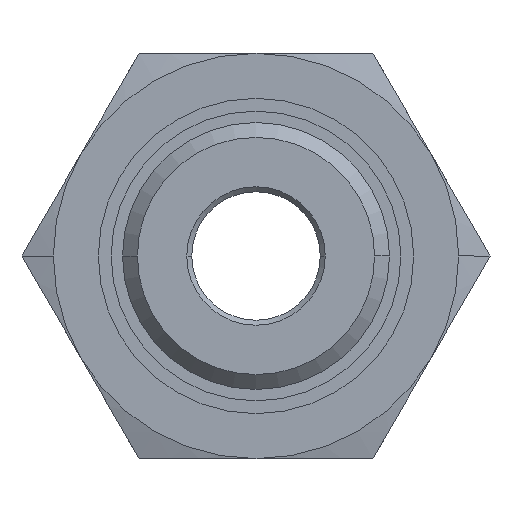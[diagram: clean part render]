
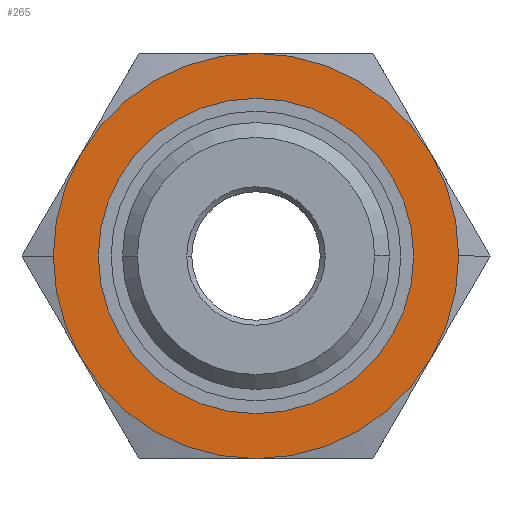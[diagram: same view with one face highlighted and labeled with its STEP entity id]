
A CAD part, left-side view. The second image highlights one B-rep face of the part: STEP entity #265.
In plain terms, the highlighted planar face has unit normal (-1, 0, 0).
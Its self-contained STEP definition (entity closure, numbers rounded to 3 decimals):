
#265 = ADVANCED_FACE( '', ( #515, #516 ), #517, .T. );
#515 = FACE_BOUND( '', #824, .T. );
#516 = FACE_OUTER_BOUND( '', #825, .T. );
#517 = PLANE( '', #826 );
#824 = EDGE_LOOP( '', ( #1659, #1660 ) );
#825 = EDGE_LOOP( '', ( #1661, #1662, #1663, #1664, #1665, #1666, #1667, #1668 ) );
#826 = AXIS2_PLACEMENT_3D( '', #1669, #1670, #1671 );
#1659 = ORIENTED_EDGE( '', *, *, #2069, .F. );
#1660 = ORIENTED_EDGE( '', *, *, #2284, .F. );
#1661 = ORIENTED_EDGE( '', *, *, #2263, .T. );
#1662 = ORIENTED_EDGE( '', *, *, #2115, .T. );
#1663 = ORIENTED_EDGE( '', *, *, #2258, .T. );
#1664 = ORIENTED_EDGE( '', *, *, #2259, .T. );
#1665 = ORIENTED_EDGE( '', *, *, #2117, .T. );
#1666 = ORIENTED_EDGE( '', *, *, #2260, .T. );
#1667 = ORIENTED_EDGE( '', *, *, #2261, .T. );
#1668 = ORIENTED_EDGE( '', *, *, #2262, .T. );
#1669 = CARTESIAN_POINT( '', ( -1.5, 18.225, 0. ) );
#1670 = DIRECTION( '', ( -1., 0., 0. ) );
#1671 = DIRECTION( '', ( 0., 1., 0. ) );
#2069 = EDGE_CURVE( '', #2419, #2422, #2423, .T. );
#2115 = EDGE_CURVE( '', #2503, #2505, #2507, .T. );
#2117 = EDGE_CURVE( '', #2511, #2508, #2512, .T. );
#2258 = EDGE_CURVE( '', #2505, #2732, #2743, .T. );
#2259 = EDGE_CURVE( '', #2732, #2511, #2744, .T. );
#2260 = EDGE_CURVE( '', #2508, #2701, #2745, .T. );
#2261 = EDGE_CURVE( '', #2701, #2721, #2746, .T. );
#2262 = EDGE_CURVE( '', #2721, #2712, #2747, .T. );
#2263 = EDGE_CURVE( '', #2712, #2503, #2748, .T. );
#2284 = EDGE_CURVE( '', #2422, #2419, #2770, .T. );
#2419 = VERTEX_POINT( '', #2965 );
#2422 = VERTEX_POINT( '', #2969 );
#2423 = CIRCLE( '', #2970, 15.95 );
#2503 = VERTEX_POINT( '', #3089 );
#2505 = VERTEX_POINT( '', #3092 );
#2507 = CIRCLE( '', #3103, 20.5 );
#2508 = VERTEX_POINT( '', #3104 );
#2511 = VERTEX_POINT( '', #3108 );
#2512 = CIRCLE( '', #3109, 20.5 );
#2701 = VERTEX_POINT( '', #3397 );
#2712 = VERTEX_POINT( '', #3446 );
#2721 = VERTEX_POINT( '', #3493 );
#2732 = VERTEX_POINT( '', #3559 );
#2743 = CIRCLE( '', #3625, 20.5 );
#2744 = CIRCLE( '', #3626, 20.5 );
#2745 = CIRCLE( '', #3627, 20.5 );
#2746 = CIRCLE( '', #3628, 20.5 );
#2747 = CIRCLE( '', #3629, 20.5 );
#2748 = CIRCLE( '', #3630, 20.5 );
#2770 = CIRCLE( '', #3652, 15.95 );
#2965 = CARTESIAN_POINT( '', ( -1.5, 15.95, 0. ) );
#2969 = CARTESIAN_POINT( '', ( -1.5, -15.95, 0. ) );
#2970 = AXIS2_PLACEMENT_3D( '', #4092, #4093, #4094 );
#3089 = CARTESIAN_POINT( '', ( -1.5, 20.5, 0. ) );
#3092 = CARTESIAN_POINT( '', ( -1.5, 17.754, -10.25 ) );
#3103 = AXIS2_PLACEMENT_3D( '', #4177, #4178, #4179 );
#3104 = CARTESIAN_POINT( '', ( -1.5, -20.5, 0. ) );
#3108 = CARTESIAN_POINT( '', ( -1.5, -17.754, -10.25 ) );
#3109 = AXIS2_PLACEMENT_3D( '', #4181, #4182, #4183 );
#3397 = CARTESIAN_POINT( '', ( -1.5, -17.754, 10.25 ) );
#3446 = CARTESIAN_POINT( '', ( -1.5, 17.754, 10.25 ) );
#3493 = CARTESIAN_POINT( '', ( -1.5, 0., 20.5 ) );
#3559 = CARTESIAN_POINT( '', ( -1.5, 0., -20.5 ) );
#3625 = AXIS2_PLACEMENT_3D( '', #4349, #4350, #4351 );
#3626 = AXIS2_PLACEMENT_3D( '', #4352, #4353, #4354 );
#3627 = AXIS2_PLACEMENT_3D( '', #4355, #4356, #4357 );
#3628 = AXIS2_PLACEMENT_3D( '', #4358, #4359, #4360 );
#3629 = AXIS2_PLACEMENT_3D( '', #4361, #4362, #4363 );
#3630 = AXIS2_PLACEMENT_3D( '', #4364, #4365, #4366 );
#3652 = AXIS2_PLACEMENT_3D( '', #4427, #4428, #4429 );
#4092 = CARTESIAN_POINT( '', ( -1.5, 0., 0. ) );
#4093 = DIRECTION( '', ( -1., 0., 0. ) );
#4094 = DIRECTION( '', ( 0., 1., 0. ) );
#4177 = CARTESIAN_POINT( '', ( -1.5, 0., 0. ) );
#4178 = DIRECTION( '', ( -1., 0., 0. ) );
#4179 = DIRECTION( '', ( 0., 1., 0. ) );
#4181 = CARTESIAN_POINT( '', ( -1.5, 0., 0. ) );
#4182 = DIRECTION( '', ( -1., 0., 0. ) );
#4183 = DIRECTION( '', ( 0., 1., 0. ) );
#4349 = CARTESIAN_POINT( '', ( -1.5, 0., 0. ) );
#4350 = DIRECTION( '', ( -1., 0., 0. ) );
#4351 = DIRECTION( '', ( 0., 1., 0. ) );
#4352 = CARTESIAN_POINT( '', ( -1.5, 0., 0. ) );
#4353 = DIRECTION( '', ( -1., 0., 0. ) );
#4354 = DIRECTION( '', ( 0., 1., 0. ) );
#4355 = CARTESIAN_POINT( '', ( -1.5, 0., 0. ) );
#4356 = DIRECTION( '', ( -1., 0., 0. ) );
#4357 = DIRECTION( '', ( 0., 1., 0. ) );
#4358 = CARTESIAN_POINT( '', ( -1.5, 0., 0. ) );
#4359 = DIRECTION( '', ( -1., 0., 0. ) );
#4360 = DIRECTION( '', ( 0., 1., 0. ) );
#4361 = CARTESIAN_POINT( '', ( -1.5, 0., 0. ) );
#4362 = DIRECTION( '', ( -1., 0., 0. ) );
#4363 = DIRECTION( '', ( 0., 1., 0. ) );
#4364 = CARTESIAN_POINT( '', ( -1.5, 0., 0. ) );
#4365 = DIRECTION( '', ( -1., 0., 0. ) );
#4366 = DIRECTION( '', ( 0., 1., 0. ) );
#4427 = CARTESIAN_POINT( '', ( -1.5, 0., 0. ) );
#4428 = DIRECTION( '', ( -1., 0., 0. ) );
#4429 = DIRECTION( '', ( 0., 1., 0. ) );
